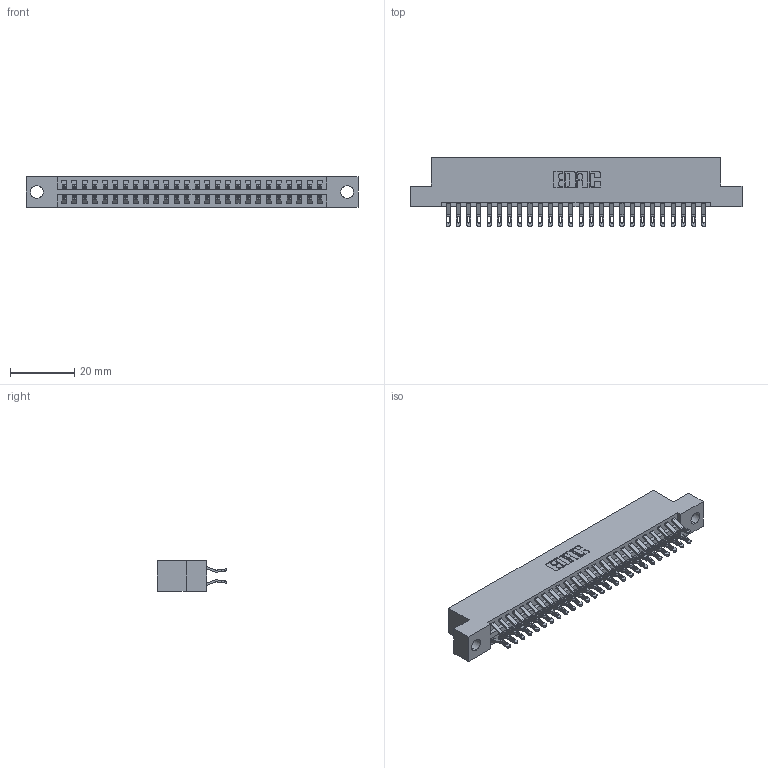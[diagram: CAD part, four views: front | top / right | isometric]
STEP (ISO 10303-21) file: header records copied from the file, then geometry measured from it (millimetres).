
FILE_DESCRIPTION (( 'STEP AP203' ), '1' );
FILE_NAME ('396-052-555-204.STEP', '2018-09-08T06:35:57', ( '' ), ( '' ), 'SwSTEP 2.0', 'SolidWorks 2016', '' );
FILE_SCHEMA (( 'CONFIG_CONTROL_DESIGN' ));
Length unit declared in the file: inch
Products named in the file (3): 346 Part_Flush Mounting Lugs - 0.156 Dia-TH; 345-292-001_555 Tail; 396-052-555-204
Assembly tree (53 placements, depth 2):
  396-052-555-204
    346 Part_Flush Mounting Lugs - 0.156 Dia-TH
    345-292-001_555 Tail  x52
Bounding box: 103.12 x 21.46 x 9.4 mm (x, y, z)
Volume: 9994.6 mm3; surface area: 13837.7 mm2
Topology: 53 solids, 53 shells, 3138 faces, 9845 edges, 6562 vertices
Faces by surface type: plane 1792, cylinder 1346
Entity records: 19451 total; most frequent: CARTESIAN_POINT 3262, ORIENTED_EDGE 3166, DIRECTION 2895, EDGE_CURVE 1583, VECTOR 1327, LINE 1327, VERTEX_POINT 1054, AXIS2_PLACEMENT_3D 784
